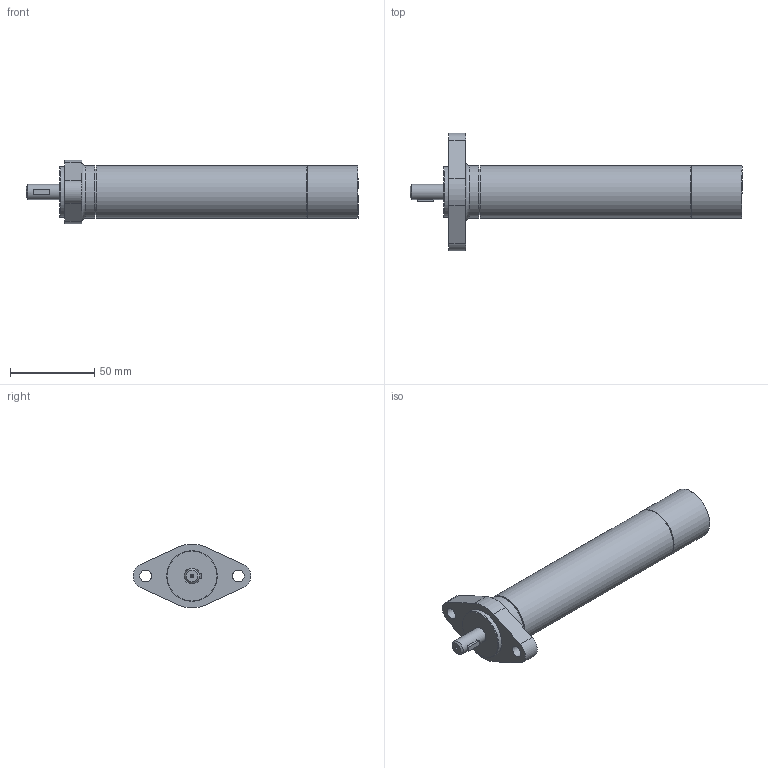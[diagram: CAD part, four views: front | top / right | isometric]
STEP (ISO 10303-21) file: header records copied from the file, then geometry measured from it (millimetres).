
FILE_DESCRIPTION(/* description */ (''),/* implementation_level */ '2;1');
FILE_NAME(/* name */ 'MUD 9-24 F55_29907237.stp',/* time_stamp */ '2018-11-15T11:27:49+01:00',/* author */ ('flambert'),/* organization */ (''),/* preprocessor_version */ 'ST-DEVELOPER v17',/* originating_system */ 'Autodesk Inventor 2018',/* authorisation */ '');
FILE_SCHEMA (('AUTOMOTIVE_DESIGN { 1 0 10303 214 3 1 1 }'));
Length unit declared in the file: millimetre
Products named in the file (1): MUD 9-24 F55_29907237
Bounding box: 197.3 x 70 x 37.86 mm (x, y, z)
Volume: 142242.1 mm3; surface area: 24731.2 mm2
Topology: 1 solids, 6 shells, 155 faces, 394 edges, 263 vertices
Faces by surface type: plane 91, cylinder 28, torus 15, cone 14, bspline 7
Full cylindrical faces by diameter (mm): 1 x1, 7 x2, 8.566 x3, 9 x1, 9.5 x1, 10.362 x1, 13.359 x1, 16 x4, 27 x2, 30 x1, 31 x3
Entity records: 5040 total; most frequent: CARTESIAN_POINT 935, DIRECTION 824, ORIENTED_EDGE 786, EDGE_CURVE 393, AXIS2_PLACEMENT_3D 298, VERTEX_POINT 263, LINE 228, VECTOR 228
